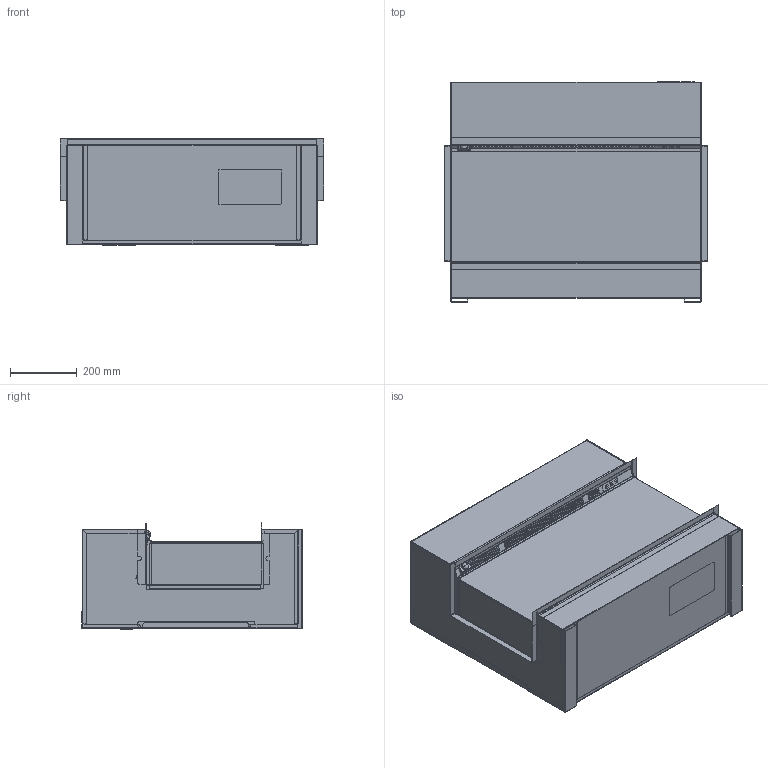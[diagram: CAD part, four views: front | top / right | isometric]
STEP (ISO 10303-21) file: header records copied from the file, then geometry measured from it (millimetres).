
FILE_DESCRIPTION (( 'STEP AP214' ), '1' );
FILE_NAME ('Dimplex Vivente 75 (3 Sided).STEP', '2023-05-10T13:27:35', ( '' ), ( '' ), 'SwSTEP 2.0', 'SolidWorks 2022', '' );
FILE_SCHEMA (( 'AUTOMOTIVE_DESIGN' ));
Length unit declared in the file: millimetre
Products named in the file (1): Dimplex Vivente 75 (3 Sided)
Bounding box: 791.4 x 662 x 319.55 mm (x, y, z)
Volume: 7132088 mm3; surface area: 5822828 mm2
Topology: 25 solids, 25 shells, 2257 faces, 5542 edges, 3219 vertices
Faces by surface type: plane 1680, cylinder 525, torus 36, bspline 8, sphere 6, cone 2
Entity records: 64966 total; most frequent: CARTESIAN_POINT 11371, DIRECTION 11086, ORIENTED_EDGE 11070, EDGE_CURVE 5535, VECTOR 4388, LINE 4388, AXIS2_PLACEMENT_3D 3349, VERTEX_POINT 3218
